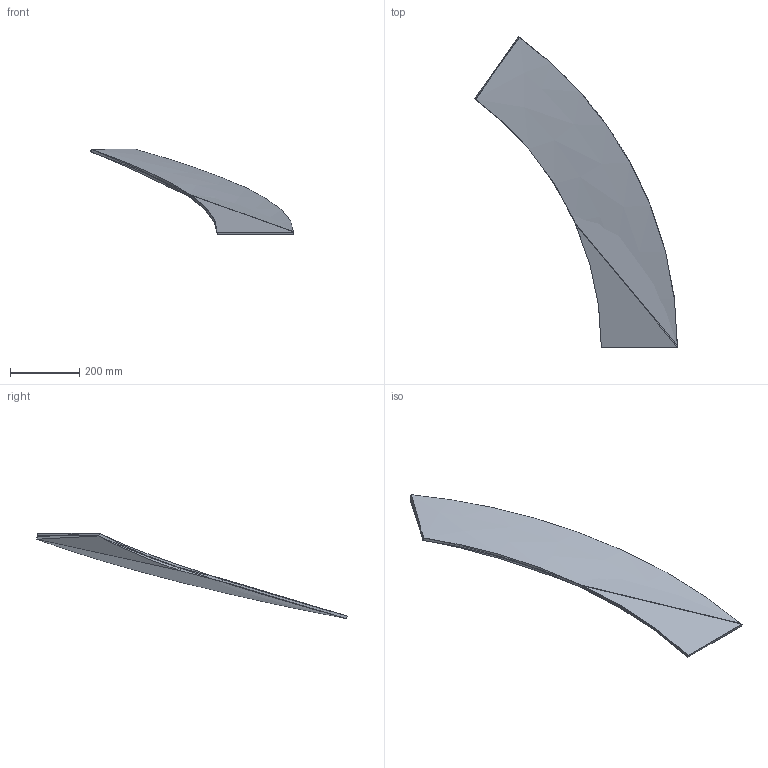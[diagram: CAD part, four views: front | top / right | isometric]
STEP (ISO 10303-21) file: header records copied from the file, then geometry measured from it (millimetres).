
FILE_DESCRIPTION(/* description */ (''),/* implementation_level */ '2;1');
FILE_NAME(/* name */ 'Spirale-Soll-IST.stp',/* time_stamp */ '2020-04-29T09:42:47+02:00',/* author */ ('MMIC'),/* organization */ (''),/* preprocessor_version */ 'ST-DEVELOPER v18.1',/* originating_system */ 'Autodesk Inventor 2021',/* authorisation */ '');
FILE_SCHEMA (('AUTOMOTIVE_DESIGN { 1 0 10303 214 3 1 1 }'));
Length unit declared in the file: millimetre
Products named in the file (3): Spirale-Soll-IST; 104351_404-3; Dummy Fertigung
Assembly tree (2 placements, depth 2):
  Spirale-Soll-IST
    104351_404-3
    Dummy Fertigung
Bounding box: 586.81 x 898.85 x 247.3 mm (x, y, z)
Volume: 3409334.1 mm3; surface area: 890400.1 mm2
Topology: 2 solids, 2 shells, 29 faces, 59 edges, 34 vertices
Faces by surface type: bspline 16, plane 9, cylinder 4
Entity records: 1326 total; most frequent: CARTESIAN_POINT 703, ORIENTED_EDGE 118, DIRECTION 63, EDGE_CURVE 59, VERTEX_POINT 34, B_SPLINE_CURVE_WITH_KNOTS 32, FACE_OUTER_BOUND 29, EDGE_LOOP 29
